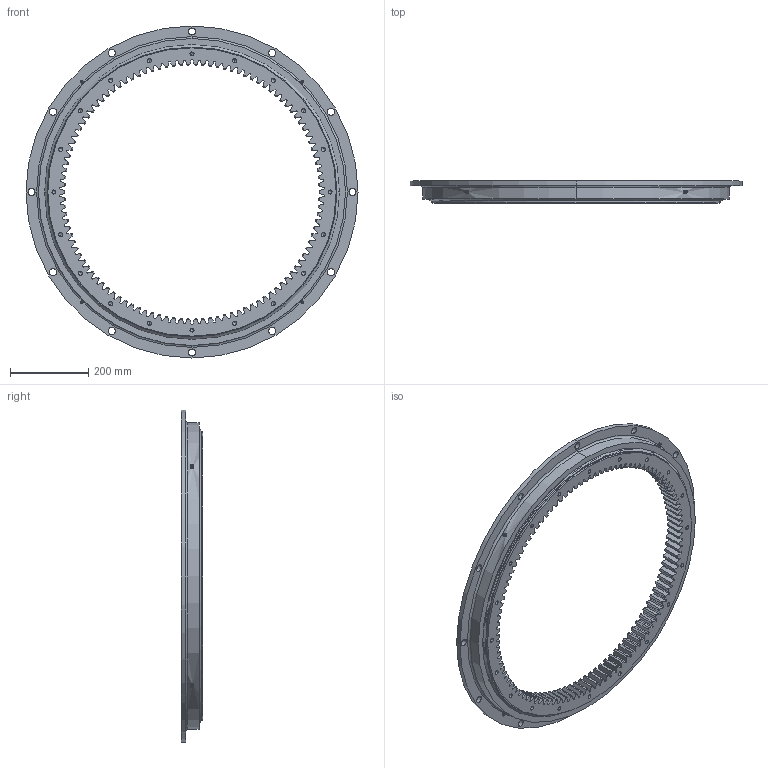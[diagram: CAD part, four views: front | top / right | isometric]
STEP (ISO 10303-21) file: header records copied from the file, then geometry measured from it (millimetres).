
FILE_DESCRIPTION (( 'STEP AP203' ), '1' );
FILE_NAME ('22-0741-01.STEP', '2017-12-28T07:05:40', ( 'defontaine' ), ( 'Hewlett-Packard Company' ), 'SwSTEP 2.0', 'SolidWorks 2016', '' );
FILE_SCHEMA (( 'CONFIG_CONTROL_DESIGN' ));
Length unit declared in the file: millimetre
Products named in the file (1): 22-0741-01
Bounding box: 848 x 56 x 848 mm (x, y, z)
Volume: 6431655.4 mm3; surface area: 1167282.5 mm2
Topology: 9 solids, 9 shells, 920 faces, 2582 edges, 1675 vertices
Faces by surface type: cylinder 317, cone 292, plane 273, torus 28, sphere 10
Entity records: 30602 total; most frequent: CARTESIAN_POINT 6966, ORIENTED_EDGE 5074, DIRECTION 4883, EDGE_CURVE 2537, AXIS2_PLACEMENT_3D 1881, VERTEX_POINT 1672, VECTOR 1121, LINE 1121
